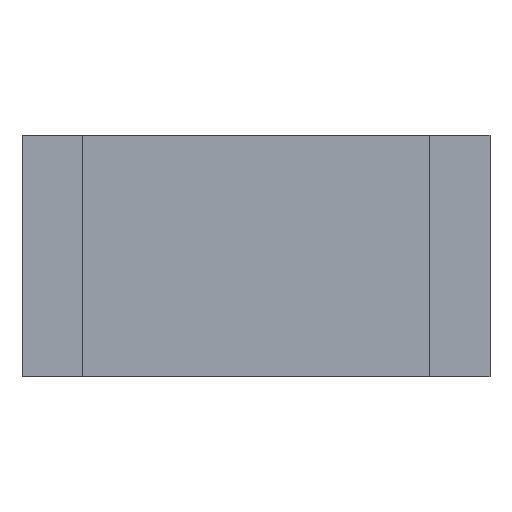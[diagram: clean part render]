
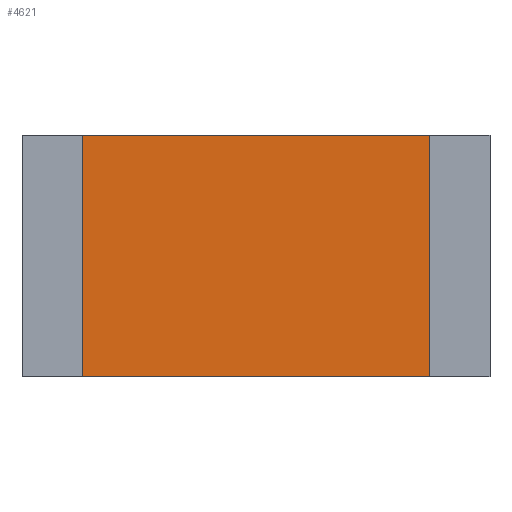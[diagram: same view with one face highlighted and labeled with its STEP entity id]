
A CAD part, front view. The second image highlights one B-rep face of the part: STEP entity #4621.
In plain terms, the highlighted planar face has unit normal (0, -1, 0).
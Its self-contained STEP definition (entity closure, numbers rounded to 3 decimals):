
#116=DIRECTION('',(-1.,0.,0.));
#117=VECTOR('',#116,2.3);
#118=CARTESIAN_POINT('',(1.15,0.01,-0.8));
#119=LINE('',#118,#117);
#137=DIRECTION('',(-1.,0.,0.));
#138=VECTOR('',#137,2.3);
#139=CARTESIAN_POINT('',(1.15,0.01,0.8));
#140=LINE('',#139,#138);
#179=DIRECTION('',(0.,0.,-1.));
#180=VECTOR('',#179,1.6);
#181=CARTESIAN_POINT('',(1.15,0.01,0.8));
#182=LINE('',#181,#180);
#186=DIRECTION('',(0.,0.,-1.));
#187=VECTOR('',#186,1.6);
#188=CARTESIAN_POINT('',(-1.15,0.01,0.8));
#189=LINE('',#188,#187);
#3767=CARTESIAN_POINT('',(1.15,0.01,0.8));
#3768=VERTEX_POINT('',#3767);
#3769=CARTESIAN_POINT('',(-1.15,0.01,0.8));
#3770=VERTEX_POINT('',#3769);
#3775=CARTESIAN_POINT('',(1.15,0.01,-0.8));
#3776=VERTEX_POINT('',#3775);
#3777=CARTESIAN_POINT('',(-1.15,0.01,-0.8));
#3778=VERTEX_POINT('',#3777);
#4609=CARTESIAN_POINT('',(1.15,0.01,0.8));
#4610=DIRECTION('',(0.,1.,0.));
#4611=DIRECTION('',(-1.,0.,0.));
#4612=AXIS2_PLACEMENT_3D('',#4609,#4610,#4611);
#4613=PLANE('',#4612);
#4614=ORIENTED_EDGE('',*,*,#4587,.F.);
#4615=ORIENTED_EDGE('',*,*,#4507,.T.);
#4616=ORIENTED_EDGE('',*,*,#4550,.T.);
#4618=ORIENTED_EDGE('',*,*,#4617,.F.);
#4619=EDGE_LOOP('',(#4614,#4615,#4616,#4618));
#4620=FACE_OUTER_BOUND('',#4619,.F.);
#4621=ADVANCED_FACE('',(#4620),#4613,.F.);
#4507=EDGE_CURVE('',#3768,#3776,#182,.T.);
#4550=EDGE_CURVE('',#3776,#3778,#119,.T.);
#4587=EDGE_CURVE('',#3768,#3770,#140,.T.);
#4617=EDGE_CURVE('',#3770,#3778,#189,.T.);
